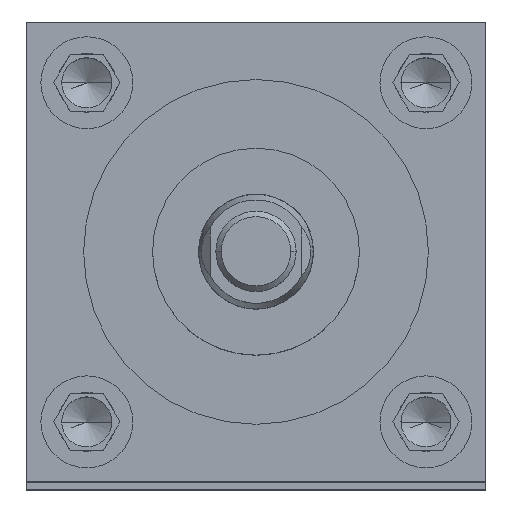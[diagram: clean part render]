
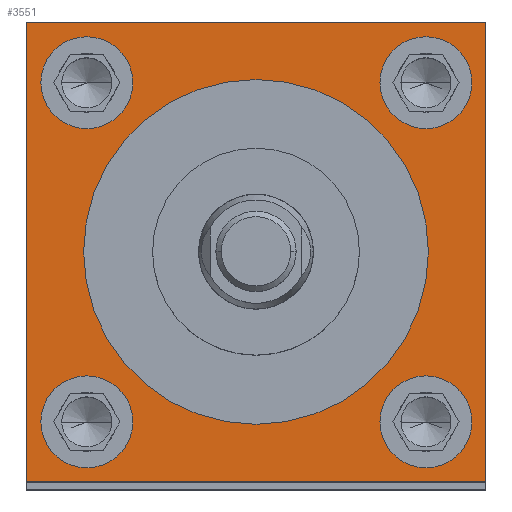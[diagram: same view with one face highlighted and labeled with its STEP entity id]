
A CAD part, top view. The second image highlights one B-rep face of the part: STEP entity #3551.
In plain terms, the highlighted planar face has unit normal (0, 0, 1).
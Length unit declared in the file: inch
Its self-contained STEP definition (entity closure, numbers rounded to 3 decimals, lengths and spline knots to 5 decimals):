
#5 = AXIS2_PLACEMENT_3D ( 'NONE', #3791, #2722, #5980 ) ;
#41 = DIRECTION ( 'NONE',  ( 0., 1., 0. ) ) ;
#59 = DIRECTION ( 'NONE',  ( 0., 0., 1. ) ) ;
#68 = CIRCLE ( 'NONE', #4029, 0.25 ) ;
#94 = VERTEX_POINT ( 'NONE', #5437 ) ;
#112 = CARTESIAN_POINT ( 'NONE',  ( 0.924, 0.92, 25.625 ) ) ;
#156 = EDGE_CURVE ( 'NONE', #2847, #3637, #6030, .T. ) ;
#157 = CIRCLE ( 'NONE', #723, 0.25 ) ;
#171 = CARTESIAN_POINT ( 'NONE',  ( -1.25, -1.25, 25.625 ) ) ;
#212 = ORIENTED_EDGE ( 'NONE', *, *, #2493, .T. ) ;
#351 = AXIS2_PLACEMENT_3D ( 'NONE', #4933, #59, #2223 ) ;
#367 = EDGE_LOOP ( 'NONE', ( #2438, #1800 ) ) ;
#381 = VERTEX_POINT ( 'NONE', #3122 ) ;
#388 = VECTOR ( 'NONE', #4541, 39.37008 ) ;
#461 = EDGE_LOOP ( 'NONE', ( #4860, #1306, #2797, #212 ) ) ;
#586 = DIRECTION ( 'NONE',  ( 1., 0., 0. ) ) ;
#630 = AXIS2_PLACEMENT_3D ( 'NONE', #1916, #6726, #4088 ) ;
#710 = AXIS2_PLACEMENT_3D ( 'NONE', #5435, #1610, #1075 ) ;
#723 = AXIS2_PLACEMENT_3D ( 'NONE', #5439, #5930, #586 ) ;
#750 = EDGE_CURVE ( 'NONE', #1631, #3144, #5155, .T. ) ;
#790 = EDGE_CURVE ( 'NONE', #3879, #5055, #6390, .T. ) ;
#806 = EDGE_LOOP ( 'NONE', ( #2789, #2085 ) ) ;
#872 = CIRCLE ( 'NONE', #2692, 0.25 ) ;
#887 = DIRECTION ( 'NONE',  ( 0., 0., 1. ) ) ;
#1073 = CARTESIAN_POINT ( 'NONE',  ( 1.25, 1.25, 25.625 ) ) ;
#1075 = DIRECTION ( 'NONE',  ( 1., 0., 0. ) ) ;
#1121 = FACE_BOUND ( 'NONE', #3329, .T. ) ;
#1183 = CARTESIAN_POINT ( 'NONE',  ( 0.674, -0.924, 25.625 ) ) ;
#1258 = LINE ( 'NONE', #3410, #388 ) ;
#1306 = ORIENTED_EDGE ( 'NONE', *, *, #4267, .T. ) ;
#1414 = DIRECTION ( 'NONE',  ( 1., 0., 0. ) ) ;
#1610 = DIRECTION ( 'NONE',  ( 0., 0., 1. ) ) ;
#1616 = DIRECTION ( 'NONE',  ( 1., 0., 0. ) ) ;
#1631 = VERTEX_POINT ( 'NONE', #4156 ) ;
#1663 = FACE_BOUND ( 'NONE', #2767, .T. ) ;
#1669 = DIRECTION ( 'NONE',  ( 1., 0., 0. ) ) ;
#1788 = CARTESIAN_POINT ( 'NONE',  ( -0.92, -0.924, 25.625 ) ) ;
#1800 = ORIENTED_EDGE ( 'NONE', *, *, #750, .F. ) ;
#1890 = AXIS2_PLACEMENT_3D ( 'NONE', #1788, #2325, #4463 ) ;
#1916 = CARTESIAN_POINT ( 'NONE',  ( -0.92, 0.92, 25.625 ) ) ;
#2085 = ORIENTED_EDGE ( 'NONE', *, *, #5638, .F. ) ;
#2151 = DIRECTION ( 'NONE',  ( 0., 0., 1. ) ) ;
#2165 = CIRCLE ( 'NONE', #351, 0.25 ) ;
#2223 = DIRECTION ( 'NONE',  ( 1., 0., 0. ) ) ;
#2325 = DIRECTION ( 'NONE',  ( 0., 0., 1. ) ) ;
#2394 = VERTEX_POINT ( 'NONE', #3014 ) ;
#2438 = ORIENTED_EDGE ( 'NONE', *, *, #2865, .F. ) ;
#2445 = CIRCLE ( 'NONE', #4949, 0.9375 ) ;
#2493 = EDGE_CURVE ( 'NONE', #6368, #2847, #1258, .T. ) ;
#2496 = LINE ( 'NONE', #4677, #6918 ) ;
#2516 = VECTOR ( 'NONE', #4354, 39.37008 ) ;
#2664 = EDGE_CURVE ( 'NONE', #4449, #6912, #6657, .T. ) ;
#2692 = AXIS2_PLACEMENT_3D ( 'NONE', #6505, #6651, #1669 ) ;
#2722 = DIRECTION ( 'NONE',  ( 0., 0., -1. ) ) ;
#2763 = DIRECTION ( 'NONE',  ( 0., 0., 1. ) ) ;
#2767 = EDGE_LOOP ( 'NONE', ( #4545, #3823 ) ) ;
#2789 = ORIENTED_EDGE ( 'NONE', *, *, #4792, .F. ) ;
#2797 = ORIENTED_EDGE ( 'NONE', *, *, #3077, .T. ) ;
#2847 = VERTEX_POINT ( 'NONE', #5740 ) ;
#2853 = EDGE_CURVE ( 'NONE', #5055, #3879, #3110, .T. ) ;
#2865 = EDGE_CURVE ( 'NONE', #3144, #1631, #2445, .T. ) ;
#3014 = CARTESIAN_POINT ( 'NONE',  ( -1.17, -0.924, 25.625 ) ) ;
#3077 = EDGE_CURVE ( 'NONE', #94, #6368, #6540, .T. ) ;
#3090 = EDGE_CURVE ( 'NONE', #2394, #381, #872, .T. ) ;
#3110 = CIRCLE ( 'NONE', #630, 0.25 ) ;
#3122 = CARTESIAN_POINT ( 'NONE',  ( -0.67, -0.924, 25.625 ) ) ;
#3144 = VERTEX_POINT ( 'NONE', #4629 ) ;
#3161 = DIRECTION ( 'NONE',  ( 0., 0., 1. ) ) ;
#3177 = ORIENTED_EDGE ( 'NONE', *, *, #2664, .F. ) ;
#3218 = VERTEX_POINT ( 'NONE', #4012 ) ;
#3298 = AXIS2_PLACEMENT_3D ( 'NONE', #4350, #3161, #5364 ) ;
#3329 = EDGE_LOOP ( 'NONE', ( #3177, #5158 ) ) ;
#3398 = CARTESIAN_POINT ( 'NONE',  ( 0.924, -0.924, 25.625 ) ) ;
#3410 = CARTESIAN_POINT ( 'NONE',  ( -1.25, 1.25, 25.625 ) ) ;
#3551 = ADVANCED_FACE ( 'NONE', ( #1121, #5420, #1663, #4436, #6601, #4907 ), #5548, .F. ) ;
#3558 = CARTESIAN_POINT ( 'NONE',  ( 1.174, -0.924, 25.625 ) ) ;
#3574 = AXIS2_PLACEMENT_3D ( 'NONE', #3398, #2151, #1616 ) ;
#3637 = VERTEX_POINT ( 'NONE', #171 ) ;
#3791 = CARTESIAN_POINT ( 'NONE',  ( -1.25, 1.25, 25.625 ) ) ;
#3823 = ORIENTED_EDGE ( 'NONE', *, *, #3090, .F. ) ;
#3879 = VERTEX_POINT ( 'NONE', #4934 ) ;
#4012 = CARTESIAN_POINT ( 'NONE',  ( 1.174, 0.92, 25.625 ) ) ;
#4029 = AXIS2_PLACEMENT_3D ( 'NONE', #112, #2763, #4445 ) ;
#4055 = EDGE_CURVE ( 'NONE', #381, #2394, #4967, .T. ) ;
#4088 = DIRECTION ( 'NONE',  ( 1., 0., 0. ) ) ;
#4102 = EDGE_LOOP ( 'NONE', ( #5165, #4434 ) ) ;
#4156 = CARTESIAN_POINT ( 'NONE',  ( -0.9375, 0., 25.625 ) ) ;
#4267 = EDGE_CURVE ( 'NONE', #3637, #94, #2496, .T. ) ;
#4350 = CARTESIAN_POINT ( 'NONE',  ( -0.92, 0.92, 25.625 ) ) ;
#4354 = DIRECTION ( 'NONE',  ( 0., -1., 0. ) ) ;
#4434 = ORIENTED_EDGE ( 'NONE', *, *, #2853, .F. ) ;
#4436 = FACE_BOUND ( 'NONE', #4102, .T. ) ;
#4444 = CARTESIAN_POINT ( 'NONE',  ( 1.25, -1.25, 25.625 ) ) ;
#4445 = DIRECTION ( 'NONE',  ( 1., 0., 0. ) ) ;
#4449 = VERTEX_POINT ( 'NONE', #3558 ) ;
#4463 = DIRECTION ( 'NONE',  ( 1., 0., 0. ) ) ;
#4541 = DIRECTION ( 'NONE',  ( -1., 0., 0. ) ) ;
#4545 = ORIENTED_EDGE ( 'NONE', *, *, #4055, .F. ) ;
#4629 = CARTESIAN_POINT ( 'NONE',  ( 0.9375, 0., 25.625 ) ) ;
#4677 = CARTESIAN_POINT ( 'NONE',  ( -1.25, -1.25, 25.625 ) ) ;
#4748 = CARTESIAN_POINT ( 'NONE',  ( -1.17, 0.92, 25.625 ) ) ;
#4792 = EDGE_CURVE ( 'NONE', #3218, #5374, #2165, .T. ) ;
#4860 = ORIENTED_EDGE ( 'NONE', *, *, #156, .T. ) ;
#4862 = CARTESIAN_POINT ( 'NONE',  ( -1.25, -1.25, 25.625 ) ) ;
#4907 = FACE_OUTER_BOUND ( 'NONE', #461, .T. ) ;
#4933 = CARTESIAN_POINT ( 'NONE',  ( 0.924, 0.92, 25.625 ) ) ;
#4934 = CARTESIAN_POINT ( 'NONE',  ( -0.67, 0.92, 25.625 ) ) ;
#4949 = AXIS2_PLACEMENT_3D ( 'NONE', #6295, #887, #1414 ) ;
#4967 = CIRCLE ( 'NONE', #1890, 0.25 ) ;
#5055 = VERTEX_POINT ( 'NONE', #4748 ) ;
#5155 = CIRCLE ( 'NONE', #710, 0.9375 ) ;
#5158 = ORIENTED_EDGE ( 'NONE', *, *, #6948, .F. ) ;
#5165 = ORIENTED_EDGE ( 'NONE', *, *, #790, .F. ) ;
#5364 = DIRECTION ( 'NONE',  ( 1., 0., 0. ) ) ;
#5374 = VERTEX_POINT ( 'NONE', #5741 ) ;
#5420 = FACE_BOUND ( 'NONE', #806, .T. ) ;
#5435 = CARTESIAN_POINT ( 'NONE',  ( 0., 0., 25.625 ) ) ;
#5437 = CARTESIAN_POINT ( 'NONE',  ( 1.25, -1.25, 25.625 ) ) ;
#5439 = CARTESIAN_POINT ( 'NONE',  ( 0.924, -0.924, 25.625 ) ) ;
#5548 = PLANE ( 'NONE',  #5 ) ;
#5638 = EDGE_CURVE ( 'NONE', #5374, #3218, #68, .T. ) ;
#5740 = CARTESIAN_POINT ( 'NONE',  ( -1.25, 1.25, 25.625 ) ) ;
#5741 = CARTESIAN_POINT ( 'NONE',  ( 0.674, 0.92, 25.625 ) ) ;
#5930 = DIRECTION ( 'NONE',  ( 0., 0., 1. ) ) ;
#5958 = DIRECTION ( 'NONE',  ( 1., 0., 0. ) ) ;
#5980 = DIRECTION ( 'NONE',  ( -1., 0., 0. ) ) ;
#6030 = LINE ( 'NONE', #4862, #2516 ) ;
#6295 = CARTESIAN_POINT ( 'NONE',  ( 0., 0., 25.625 ) ) ;
#6368 = VERTEX_POINT ( 'NONE', #1073 ) ;
#6390 = CIRCLE ( 'NONE', #3298, 0.25 ) ;
#6505 = CARTESIAN_POINT ( 'NONE',  ( -0.92, -0.924, 25.625 ) ) ;
#6540 = LINE ( 'NONE', #4444, #7005 ) ;
#6601 = FACE_BOUND ( 'NONE', #367, .T. ) ;
#6651 = DIRECTION ( 'NONE',  ( 0., 0., 1. ) ) ;
#6657 = CIRCLE ( 'NONE', #3574, 0.25 ) ;
#6726 = DIRECTION ( 'NONE',  ( 0., 0., 1. ) ) ;
#6912 = VERTEX_POINT ( 'NONE', #1183 ) ;
#6918 = VECTOR ( 'NONE', #5958, 39.37008 ) ;
#6948 = EDGE_CURVE ( 'NONE', #6912, #4449, #157, .T. ) ;
#7005 = VECTOR ( 'NONE', #41, 39.37008 ) ;
